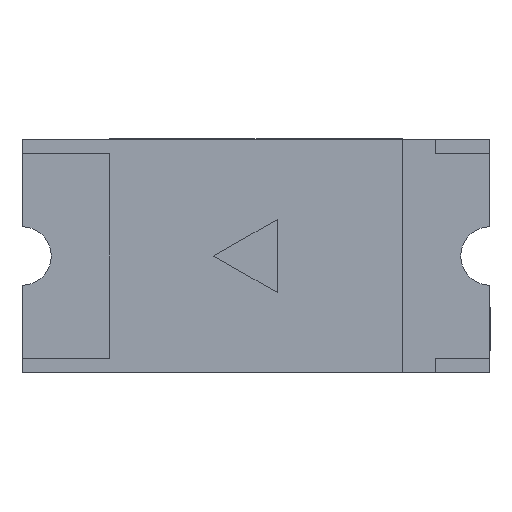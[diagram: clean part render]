
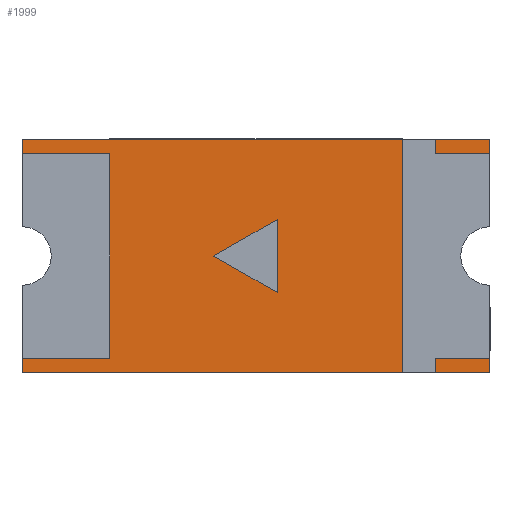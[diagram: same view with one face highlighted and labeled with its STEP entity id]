
A CAD part, front view. The second image highlights one B-rep face of the part: STEP entity #1999.
In plain terms, the highlighted planar face has unit normal (0, -1, 0).
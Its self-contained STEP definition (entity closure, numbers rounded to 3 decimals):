
#49 = CARTESIAN_POINT ( 'NONE',  ( 1.6, 0., 0. ) ) ;
#54 = EDGE_CURVE ( 'NONE', #456, #1979, #653, .T. ) ;
#83 = DIRECTION ( 'NONE',  ( 0., 0., 1. ) ) ;
#87 = VECTOR ( 'NONE', #2720, 1000. ) ;
#130 = ORIENTED_EDGE ( 'NONE', *, *, #809, .F. ) ;
#166 = ORIENTED_EDGE ( 'NONE', *, *, #1726, .F. ) ;
#178 = ORIENTED_EDGE ( 'NONE', *, *, #2790, .F. ) ;
#209 = EDGE_CURVE ( 'NONE', #2319, #723, #1023, .T. ) ;
#230 = EDGE_CURVE ( 'NONE', #1351, #1908, #1793, .T. ) ;
#259 = CARTESIAN_POINT ( 'NONE',  ( 1.6, 0., 0.8 ) ) ;
#306 = VERTEX_POINT ( 'NONE', #2559 ) ;
#325 = LINE ( 'NONE', #1698, #1653 ) ;
#415 = DIRECTION ( 'NONE',  ( -1., 0., 0. ) ) ;
#422 = CARTESIAN_POINT ( 'NONE',  ( 1.23, 0., -0.799 ) ) ;
#436 = CARTESIAN_POINT ( 'NONE',  ( 1.23, 0., 0.7 ) ) ;
#437 = CARTESIAN_POINT ( 'NONE',  ( 0.144, 0., 0.25 ) ) ;
#456 = VERTEX_POINT ( 'NONE', #2614 ) ;
#468 = VERTEX_POINT ( 'NONE', #1450 ) ;
#540 = EDGE_CURVE ( 'NONE', #2350, #2160, #2329, .T. ) ;
#574 = VECTOR ( 'NONE', #2284, 1000. ) ;
#593 = ORIENTED_EDGE ( 'NONE', *, *, #1503, .F. ) ;
#615 = DIRECTION ( 'NONE',  ( 0., 0., 1. ) ) ;
#625 = ORIENTED_EDGE ( 'NONE', *, *, #1255, .F. ) ;
#647 = VECTOR ( 'NONE', #1592, 1000. ) ;
#653 = LINE ( 'NONE', #2469, #2363 ) ;
#667 = DIRECTION ( 'NONE',  ( -1., 0., 0. ) ) ;
#708 = VECTOR ( 'NONE', #2424, 1000. ) ;
#714 = LINE ( 'NONE', #2260, #647 ) ;
#719 = ORIENTED_EDGE ( 'NONE', *, *, #54, .F. ) ;
#723 = VERTEX_POINT ( 'NONE', #1135 ) ;
#753 = VERTEX_POINT ( 'NONE', #1411 ) ;
#763 = VERTEX_POINT ( 'NONE', #1807 ) ;
#771 = ORIENTED_EDGE ( 'NONE', *, *, #2734, .F. ) ;
#776 = CARTESIAN_POINT ( 'NONE',  ( 1.23, 0., -0.7 ) ) ;
#784 = VERTEX_POINT ( 'NONE', #2748 ) ;
#797 = LINE ( 'NONE', #2413, #1907 ) ;
#809 = EDGE_CURVE ( 'NONE', #306, #1351, #714, .T. ) ;
#830 = ORIENTED_EDGE ( 'NONE', *, *, #2389, .F. ) ;
#852 = VECTOR ( 'NONE', #615, 1000. ) ;
#863 = VECTOR ( 'NONE', #1048, 1000. ) ;
#883 = CARTESIAN_POINT ( 'NONE',  ( 1., 0., -0.799 ) ) ;
#954 = EDGE_CURVE ( 'NONE', #784, #753, #325, .T. ) ;
#959 = PLANE ( 'NONE',  #2111 ) ;
#979 = FACE_BOUND ( 'NONE', #1029, .T. ) ;
#981 = DIRECTION ( 'NONE',  ( 0., -1., 0. ) ) ;
#986 = LINE ( 'NONE', #1120, #1338 ) ;
#1006 = DIRECTION ( 'NONE',  ( 0., 0., 1. ) ) ;
#1013 = VECTOR ( 'NONE', #1006, 1000. ) ;
#1023 = LINE ( 'NONE', #2263, #87 ) ;
#1029 = EDGE_LOOP ( 'NONE', ( #2492, #2588, #1366 ) ) ;
#1043 = VECTOR ( 'NONE', #1882, 1000. ) ;
#1046 = DIRECTION ( 'NONE',  ( 1., 0., 0. ) ) ;
#1048 = DIRECTION ( 'NONE',  ( 0., 0., -1. ) ) ;
#1110 = LINE ( 'NONE', #1825, #2845 ) ;
#1115 = LINE ( 'NONE', #436, #1224 ) ;
#1120 = CARTESIAN_POINT ( 'NONE',  ( 1.6, 0., 0.2 ) ) ;
#1128 = VECTOR ( 'NONE', #83, 1000. ) ;
#1135 = CARTESIAN_POINT ( 'NONE',  ( -0.289, 0., 0. ) ) ;
#1138 = LINE ( 'NONE', #2148, #863 ) ;
#1143 = DIRECTION ( 'NONE',  ( 0., 0., -1. ) ) ;
#1146 = ORIENTED_EDGE ( 'NONE', *, *, #2002, .F. ) ;
#1167 = CARTESIAN_POINT ( 'NONE',  ( -1.6, 0., 0.7 ) ) ;
#1170 = DIRECTION ( 'NONE',  ( 0., 0., -1. ) ) ;
#1188 = LINE ( 'NONE', #1700, #1043 ) ;
#1205 = CARTESIAN_POINT ( 'NONE',  ( -1.6, 0., 0.8 ) ) ;
#1224 = VECTOR ( 'NONE', #415, 1000. ) ;
#1236 = CARTESIAN_POINT ( 'NONE',  ( -1., 0., -0.7 ) ) ;
#1249 = ORIENTED_EDGE ( 'NONE', *, *, #2884, .F. ) ;
#1254 = LINE ( 'NONE', #2604, #1674 ) ;
#1255 = EDGE_CURVE ( 'NONE', #1466, #1349, #986, .T. ) ;
#1276 = EDGE_CURVE ( 'NONE', #753, #763, #2242, .T. ) ;
#1303 = CARTESIAN_POINT ( 'NONE',  ( 1.23, 0., 0.799 ) ) ;
#1323 = LINE ( 'NONE', #776, #1637 ) ;
#1338 = VECTOR ( 'NONE', #1143, 1000. ) ;
#1349 = VERTEX_POINT ( 'NONE', #1627 ) ;
#1351 = VERTEX_POINT ( 'NONE', #1167 ) ;
#1355 = CARTESIAN_POINT ( 'NONE',  ( -1.6, 0., 0.8 ) ) ;
#1366 = ORIENTED_EDGE ( 'NONE', *, *, #209, .F. ) ;
#1367 = CARTESIAN_POINT ( 'NONE',  ( 1.23, 0., -0.7 ) ) ;
#1411 = CARTESIAN_POINT ( 'NONE',  ( 1., 0., -0.799 ) ) ;
#1413 = EDGE_CURVE ( 'NONE', #723, #2706, #1887, .T. ) ;
#1443 = CARTESIAN_POINT ( 'NONE',  ( -1.6, 0., -0.8 ) ) ;
#1450 = CARTESIAN_POINT ( 'NONE',  ( 1.6, 0., -0.7 ) ) ;
#1453 = ORIENTED_EDGE ( 'NONE', *, *, #540, .F. ) ;
#1465 = DIRECTION ( 'NONE',  ( 0., 0., -1. ) ) ;
#1466 = VERTEX_POINT ( 'NONE', #259 ) ;
#1474 = DIRECTION ( 'NONE',  ( -1., 0., 0. ) ) ;
#1480 = DIRECTION ( 'NONE',  ( 0., 0., 1. ) ) ;
#1503 = EDGE_CURVE ( 'NONE', #1979, #306, #1824, .T. ) ;
#1592 = DIRECTION ( 'NONE',  ( -1., 0., 0. ) ) ;
#1598 = ORIENTED_EDGE ( 'NONE', *, *, #1276, .F. ) ;
#1627 = CARTESIAN_POINT ( 'NONE',  ( 1.6, 0., 0.7 ) ) ;
#1633 = CARTESIAN_POINT ( 'NONE',  ( 1.6, 0., -0.8 ) ) ;
#1637 = VECTOR ( 'NONE', #2358, 1000. ) ;
#1653 = VECTOR ( 'NONE', #1465, 1000. ) ;
#1674 = VECTOR ( 'NONE', #1474, 1000. ) ;
#1698 = CARTESIAN_POINT ( 'NONE',  ( 1., 0., 0.799 ) ) ;
#1700 = CARTESIAN_POINT ( 'NONE',  ( -1.6, 0., -0.8 ) ) ;
#1726 = EDGE_CURVE ( 'NONE', #763, #2274, #1958, .T. ) ;
#1793 = LINE ( 'NONE', #2752, #1128 ) ;
#1807 = CARTESIAN_POINT ( 'NONE',  ( 1.23, 0., -0.799 ) ) ;
#1819 = ORIENTED_EDGE ( 'NONE', *, *, #230, .F. ) ;
#1824 = LINE ( 'NONE', #1236, #1013 ) ;
#1825 = CARTESIAN_POINT ( 'NONE',  ( 1., 0., 0.799 ) ) ;
#1882 = DIRECTION ( 'NONE',  ( 0., 0., 1. ) ) ;
#1887 = LINE ( 'NONE', #2555, #574 ) ;
#1901 = CARTESIAN_POINT ( 'NONE',  ( 0.144, 0., -0.25 ) ) ;
#1907 = VECTOR ( 'NONE', #1480, 1000. ) ;
#1908 = VERTEX_POINT ( 'NONE', #1205 ) ;
#1916 = VECTOR ( 'NONE', #2925, 1000. ) ;
#1946 = VERTEX_POINT ( 'NONE', #1633 ) ;
#1958 = LINE ( 'NONE', #422, #708 ) ;
#1979 = VERTEX_POINT ( 'NONE', #2296 ) ;
#1999 = ADVANCED_FACE ( 'NONE', ( #979, #2930 ), #959, .T. ) ;
#2002 = EDGE_CURVE ( 'NONE', #2690, #456, #1188, .T. ) ;
#2029 = ORIENTED_EDGE ( 'NONE', *, *, #2125, .F. ) ;
#2091 = EDGE_LOOP ( 'NONE', ( #719, #1146, #771, #1249, #178, #166, #1598, #2259, #830, #1453, #2029, #625, #2101, #1819, #130, #593 ) ) ;
#2101 = ORIENTED_EDGE ( 'NONE', *, *, #2465, .F. ) ;
#2111 = AXIS2_PLACEMENT_3D ( 'NONE', #49, #981, #1170 ) ;
#2125 = EDGE_CURVE ( 'NONE', #1349, #2350, #1115, .T. ) ;
#2148 = CARTESIAN_POINT ( 'NONE',  ( 1.6, 0., -0.8 ) ) ;
#2160 = VERTEX_POINT ( 'NONE', #2462 ) ;
#2242 = LINE ( 'NONE', #883, #2682 ) ;
#2259 = ORIENTED_EDGE ( 'NONE', *, *, #954, .F. ) ;
#2260 = CARTESIAN_POINT ( 'NONE',  ( -2.2, 0., 0.7 ) ) ;
#2263 = CARTESIAN_POINT ( 'NONE',  ( 0.144, 0., 0.25 ) ) ;
#2274 = VERTEX_POINT ( 'NONE', #1367 ) ;
#2284 = DIRECTION ( 'NONE',  ( 0.866, 0., -0.5 ) ) ;
#2296 = CARTESIAN_POINT ( 'NONE',  ( -1., 0., -0.7 ) ) ;
#2319 = VERTEX_POINT ( 'NONE', #437 ) ;
#2329 = LINE ( 'NONE', #1303, #852 ) ;
#2350 = VERTEX_POINT ( 'NONE', #2895 ) ;
#2358 = DIRECTION ( 'NONE',  ( 1., 0., 0. ) ) ;
#2363 = VECTOR ( 'NONE', #1046, 1000. ) ;
#2389 = EDGE_CURVE ( 'NONE', #2160, #784, #1110, .T. ) ;
#2413 = CARTESIAN_POINT ( 'NONE',  ( 0.144, 0., -0.25 ) ) ;
#2424 = DIRECTION ( 'NONE',  ( 0., 0., 1. ) ) ;
#2462 = CARTESIAN_POINT ( 'NONE',  ( 1.23, 0., 0.799 ) ) ;
#2465 = EDGE_CURVE ( 'NONE', #1908, #1466, #2532, .T. ) ;
#2469 = CARTESIAN_POINT ( 'NONE',  ( 1.6, 0., -0.7 ) ) ;
#2490 = DIRECTION ( 'NONE',  ( 1., 0., 0. ) ) ;
#2492 = ORIENTED_EDGE ( 'NONE', *, *, #2910, .F. ) ;
#2532 = LINE ( 'NONE', #1355, #1916 ) ;
#2555 = CARTESIAN_POINT ( 'NONE',  ( -0.289, 0., 0. ) ) ;
#2559 = CARTESIAN_POINT ( 'NONE',  ( -1., 0., 0.7 ) ) ;
#2588 = ORIENTED_EDGE ( 'NONE', *, *, #1413, .F. ) ;
#2604 = CARTESIAN_POINT ( 'NONE',  ( -1.6, 0., -0.8 ) ) ;
#2614 = CARTESIAN_POINT ( 'NONE',  ( -1.6, 0., -0.7 ) ) ;
#2682 = VECTOR ( 'NONE', #2490, 1000. ) ;
#2690 = VERTEX_POINT ( 'NONE', #1443 ) ;
#2706 = VERTEX_POINT ( 'NONE', #1901 ) ;
#2720 = DIRECTION ( 'NONE',  ( -0.866, 0., -0.5 ) ) ;
#2734 = EDGE_CURVE ( 'NONE', #1946, #2690, #1254, .T. ) ;
#2748 = CARTESIAN_POINT ( 'NONE',  ( 1., 0., 0.799 ) ) ;
#2752 = CARTESIAN_POINT ( 'NONE',  ( -1.6, 0., 0.2 ) ) ;
#2790 = EDGE_CURVE ( 'NONE', #2274, #468, #1323, .T. ) ;
#2845 = VECTOR ( 'NONE', #667, 1000. ) ;
#2884 = EDGE_CURVE ( 'NONE', #468, #1946, #1138, .T. ) ;
#2895 = CARTESIAN_POINT ( 'NONE',  ( 1.23, 0., 0.7 ) ) ;
#2910 = EDGE_CURVE ( 'NONE', #2706, #2319, #797, .T. ) ;
#2925 = DIRECTION ( 'NONE',  ( 1., 0., 0. ) ) ;
#2930 = FACE_OUTER_BOUND ( 'NONE', #2091, .T. ) ;
